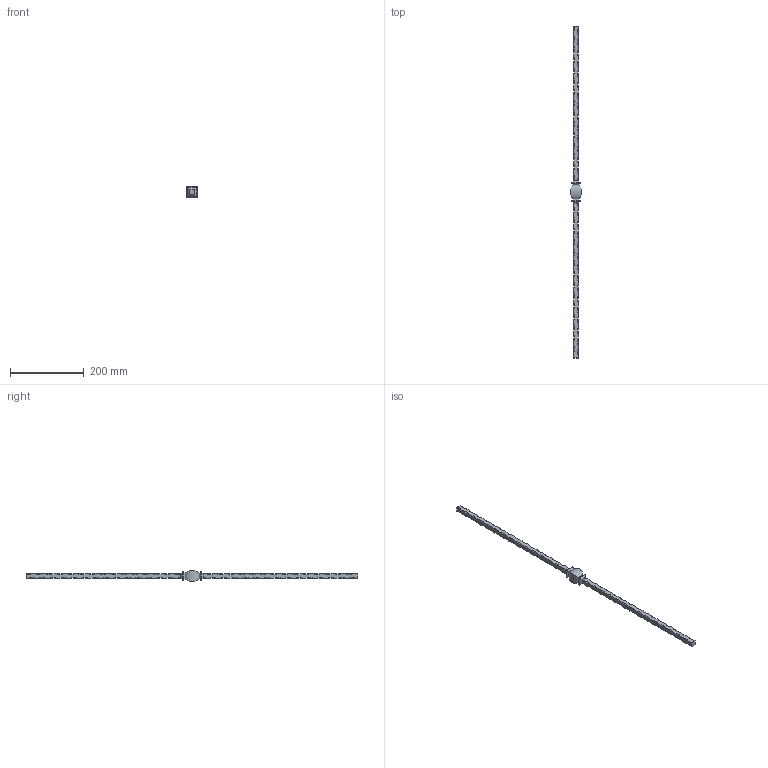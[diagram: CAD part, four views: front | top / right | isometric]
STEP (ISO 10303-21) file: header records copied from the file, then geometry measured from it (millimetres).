
FILE_DESCRIPTION (( 'STEP AP203' ), '1' );
FILE_NAME ('1234.STEP', '2023-06-20T14:44:42', ( '' ), ( '' ), 'SwSTEP 2.0', 'SolidWorks 2018', '' );
FILE_SCHEMA (( 'CONFIG_CONTROL_DESIGN' ));
Length unit declared in the file: millimetre
Products named in the file (1): 1234
Bounding box: 29.94 x 900 x 29.94 mm (x, y, z)
Volume: 169533 mm3; surface area: 49029.8 mm2
Topology: 1 solids, 1 shells, 375 faces, 1258 edges, 676 vertices
Faces by surface type: plane 149, torus 118, bspline 88, cylinder 20
Entity records: 15721 total; most frequent: CARTESIAN_POINT 6550, ORIENTED_EDGE 2060, DIRECTION 1654, EDGE_CURVE 1030, VERTEX_POINT 676, LINE 590, VECTOR 590, AXIS2_PLACEMENT_3D 532
